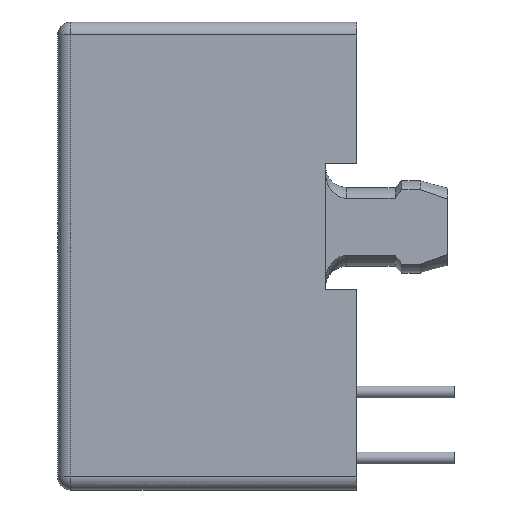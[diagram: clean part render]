
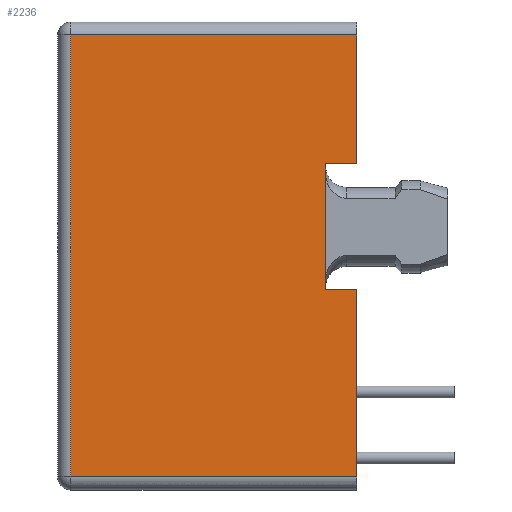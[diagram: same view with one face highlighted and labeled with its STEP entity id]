
A CAD part, left-side view. The second image highlights one B-rep face of the part: STEP entity #2236.
In plain terms, the highlighted planar face has unit normal (-1, 0, 0).
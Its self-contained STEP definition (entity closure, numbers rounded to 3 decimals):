
#159=DIRECTION('',(0.,0.,1.));
#160=VECTOR('',#159,7.2);
#161=CARTESIAN_POINT('',(-6.6,0.,-17.5));
#162=LINE('3847',#161,#160);
#314=DIRECTION('',(0.,-1.,0.));
#315=VECTOR('',#314,11.);
#316=CARTESIAN_POINT('',(-6.6,11.,-0.5));
#317=LINE('3870',#316,#315);
#318=DIRECTION('',(0.,1.,0.));
#319=VECTOR('',#318,1.2);
#320=CARTESIAN_POINT('',(-6.6,0.,-5.46));
#321=LINE('3730',#320,#319);
#322=DIRECTION('',(0.,1.,0.));
#323=VECTOR('',#322,1.2);
#324=CARTESIAN_POINT('',(-6.6,0.,-10.3));
#325=LINE('3729',#324,#323);
#326=DIRECTION('',(0.,1.,0.));
#327=VECTOR('',#326,11.);
#328=CARTESIAN_POINT('',(-6.6,0.,-17.5));
#329=LINE('3841',#328,#327);
#330=DIRECTION('',(0.,0.,1.));
#331=VECTOR('',#330,17.);
#332=CARTESIAN_POINT('',(-6.6,11.,-17.5));
#333=LINE('3872',#332,#331);
#375=DIRECTION('',(0.,0.,1.));
#376=VECTOR('',#375,4.96);
#377=CARTESIAN_POINT('',(-6.6,0.,-5.46));
#378=LINE('3848',#377,#376);
#947=DIRECTION('',(0.,0.,1.));
#948=VECTOR('',#947,4.84);
#949=CARTESIAN_POINT('',(-6.6,1.2,-10.3));
#950=LINE('3890',#949,#948);
#1545=CARTESIAN_POINT('',(-6.6,0.,-10.3));
#1546=CARTESIAN_POINT('',(-6.6,1.2,-10.3));
#1547=VERTEX_POINT('',#1545);
#1548=VERTEX_POINT('',#1546);
#1549=CARTESIAN_POINT('',(-6.6,0.,-5.46));
#1550=CARTESIAN_POINT('',(-6.6,1.2,-5.46));
#1551=VERTEX_POINT('',#1549);
#1552=VERTEX_POINT('',#1550);
#1694=CARTESIAN_POINT('',(-6.6,0.,-0.5));
#1696=VERTEX_POINT('',#1694);
#1697=CARTESIAN_POINT('',(-6.6,0.,-17.5));
#1699=VERTEX_POINT('',#1697);
#1703=CARTESIAN_POINT('',(-6.6,11.,-17.5));
#1704=VERTEX_POINT('',#1703);
#1727=CARTESIAN_POINT('',(-6.6,11.,-0.5));
#1728=VERTEX_POINT('',#1727);
#2216=CARTESIAN_POINT('',(-6.6,11.5,0.));
#2217=DIRECTION('',(-1.,0.,0.));
#2218=DIRECTION('',(0.,-1.,0.));
#2219=AXIS2_PLACEMENT_3D('',#2216,#2217,#2218);
#2220=PLANE('3577',#2219);
#2222=ORIENTED_EDGE('3870',*,*,#2221,.T.);
#2224=ORIENTED_EDGE('3848',*,*,#2223,.F.);
#2226=ORIENTED_EDGE('3730',*,*,#2225,.T.);
#2228=ORIENTED_EDGE('3890',*,*,#2227,.F.);
#2229=ORIENTED_EDGE('3729',*,*,#2205,.F.);
#2230=ORIENTED_EDGE('3847',*,*,#2015,.F.);
#2231=ORIENTED_EDGE('3841',*,*,#1994,.T.);
#2233=ORIENTED_EDGE('3872',*,*,#2232,.T.);
#2234=EDGE_LOOP('3577',(#2222,#2224,#2226,#2228,#2229,#2230,#2231,#2233));
#2235=FACE_OUTER_BOUND('3577',#2234,.F.);
#2236=ADVANCED_FACE('3577',(#2235),#2220,.T.);
#1994=EDGE_CURVE('3841',#1699,#1704,#329,.T.);
#2015=EDGE_CURVE('3847',#1699,#1547,#162,.T.);
#2205=EDGE_CURVE('3729',#1547,#1548,#325,.T.);
#2221=EDGE_CURVE('3870',#1728,#1696,#317,.T.);
#2223=EDGE_CURVE('3848',#1551,#1696,#378,.T.);
#2225=EDGE_CURVE('3730',#1551,#1552,#321,.T.);
#2227=EDGE_CURVE('3890',#1548,#1552,#950,.T.);
#2232=EDGE_CURVE('3872',#1704,#1728,#333,.T.);
